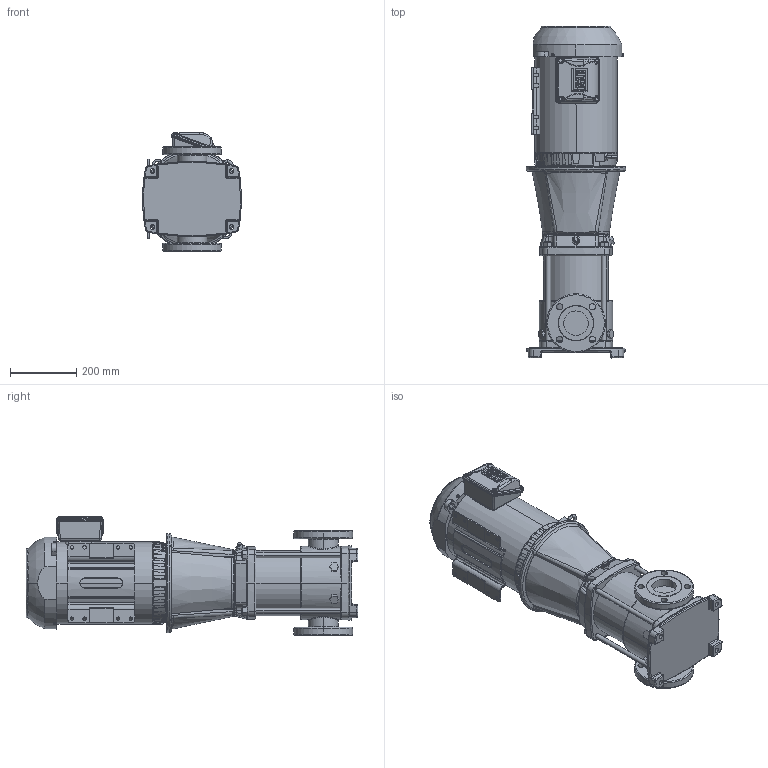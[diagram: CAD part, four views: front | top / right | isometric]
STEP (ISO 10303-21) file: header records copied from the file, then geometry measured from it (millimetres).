
FILE_DESCRIPTION (( 'STEP AP203' ), '1' );
FILE_NAME ('3350095 - MVI-160-2-7.5 HP-213TC-304-E-575~3.step', '2022-03-31T13:57:43', ( '' ), ( '' ), 'SwSTEP 2.0', 'SolidWorks 2021', '' );
FILE_SCHEMA (( 'CONFIG_CONTROL_DESIGN' ));
Length unit declared in the file: inch
Products named in the file (5): 3350095 - MVI-160-2-7.5 HP-213TC-304-E-575~3; TEFC MOTOR_2700097 - NEMA V2 7.5 HP 213_5TC 575~3 TEFC W; 2700097 - NEMA V2 7.5 HP 213_5TC 575~3 TEFC; sbi_n_32-2_flange(NEMA); MVI PEO - [304-EPDM]_3304095 - MVI-160-2-7.5 HP-213TC-304-E-Sÿÿÿÿ
Assembly tree (4 placements, depth 3):
  3350095 - MVI-160-2-7.5 HP-213TC-304-E-575~3
    MVI PEO - [304-EPDM]_3304095 - MVI-160-2-7.5 HP-213TC-304-E-Sÿÿÿÿ
      sbi_n_32-2_flange(NEMA)
    TEFC MOTOR_2700097 - NEMA V2 7.5 HP 213_5TC 575~3 TEFC W
      2700097 - NEMA V2 7.5 HP 213_5TC 575~3 TEFC
Bounding box: 300 x 1004.6 x 362.52 mm (x, y, z)
Volume: 46317518.8 mm3; surface area: 1847524.9 mm2
Topology: 23 solids, 52 shells, 4006 faces, 10370 edges, 6727 vertices
Faces by surface type: plane 1947, cylinder 1459, bspline 318, cone 172, torus 104, sphere 6
Entity records: 150010 total; most frequent: CARTESIAN_POINT 53321, ORIENTED_EDGE 20662, DIRECTION 19389, EDGE_CURVE 10331, AXIS2_PLACEMENT_3D 6909, VERTEX_POINT 6725, VECTOR 5571, LINE 5571
